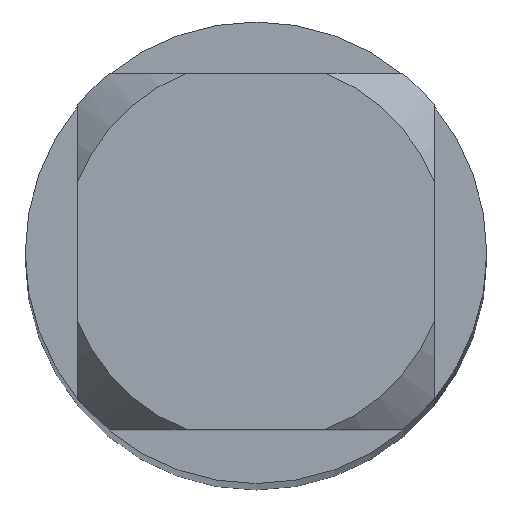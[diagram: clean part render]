
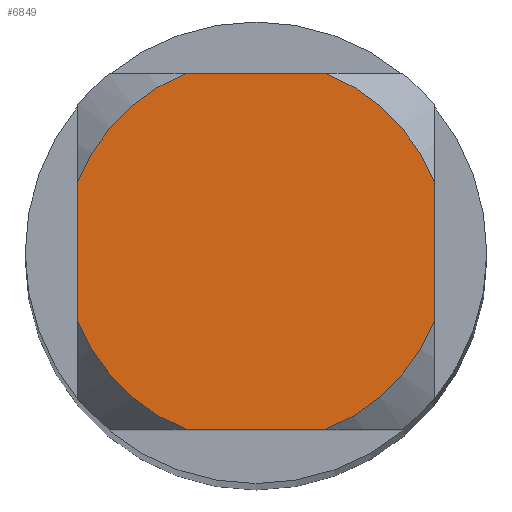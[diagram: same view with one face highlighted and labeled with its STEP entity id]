
A CAD part, top view. The second image highlights one B-rep face of the part: STEP entity #6849.
In plain terms, the highlighted planar face has unit normal (0, 0, 1).
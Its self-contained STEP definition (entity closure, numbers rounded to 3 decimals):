
#2923=VERTEX_POINT('',#8346);
#3255=EDGE_CURVE('',#7323,#7941,#8703,.T.);
#3397=EDGE_CURVE('',#7053,#7269,#8856,.T.);
#3557=VERTEX_POINT('',#9032);
#4561=EDGE_CURVE('',#6487,#3557,#10129,.T.);
#6213=EDGE_CURVE('',#7053,#3557,#11926,.T.);
#6393=EDGE_CURVE('',#7411,#2923,#12118,.T.);
#6487=VERTEX_POINT('',#12223);
#6691=EDGE_CURVE('',#7323,#7269,#12443,.T.);
#6849=ADVANCED_FACE('',(#12614),#12615,.T.);
#7053=VERTEX_POINT('',#12838);
#7269=VERTEX_POINT('',#13084);
#7323=VERTEX_POINT('',#13141);
#7411=VERTEX_POINT('',#13233);
#7515=EDGE_CURVE('',#6487,#2923,#13346,.T.);
#7919=EDGE_CURVE('',#7411,#7941,#13789,.T.);
#7941=VERTEX_POINT('',#13813);
#8346=CARTESIAN_POINT('',(1.35,0.529,0.0));
#8703=LINE('',#15076,#15077);
#8856=LINE('',#15360,#15361);
#9032=CARTESIAN_POINT('',(-0.529,1.35,0.0));
#10129=LINE('',#17508,#17509);
#11926=CIRCLE('',#20751,1.45);
#12118=LINE('',#21113,#21114);
#12223=CARTESIAN_POINT('',(0.529,1.35,0.0));
#12443=CIRCLE('',#21654,1.45);
#12614=FACE_OUTER_BOUND('',#21975,.T.);
#12615=PLANE('',#21976);
#12838=CARTESIAN_POINT('',(-1.35,0.529,0.0));
#13084=CARTESIAN_POINT('',(-1.35,-0.529,0.0));
#13141=CARTESIAN_POINT('',(-0.529,-1.35,0.0));
#13233=CARTESIAN_POINT('',(1.35,-0.529,0.0));
#13346=CIRCLE('',#23298,1.45);
#13789=CIRCLE('',#24081,1.45);
#13813=CARTESIAN_POINT('',(0.529,-1.35,0.0));
#15076=CARTESIAN_POINT('',(0.0,-1.35,0.0));
#15077=VECTOR('',#25009,1.0);
#15360=CARTESIAN_POINT('',(-1.35,0.363,0.0));
#15361=VECTOR('',#25147,1.0);
#17508=CARTESIAN_POINT('',(0.0,1.35,0.0));
#17509=VECTOR('',#26521,1.0);
#20751=AXIS2_PLACEMENT_3D('',#28428,#28429,#28430);
#21113=CARTESIAN_POINT('',(1.35,0.363,0.0));
#21114=VECTOR('',#28609,1.0);
#21654=AXIS2_PLACEMENT_3D('',#28954,#28955,#28956);
#21975=EDGE_LOOP('',(#29127,#29128,#29129,#29130,#29131,#29132,#29133,#29134));
#21976=AXIS2_PLACEMENT_3D('',#29135,#29136,#29137);
#23298=AXIS2_PLACEMENT_3D('',#29914,#29915,#29916);
#24081=AXIS2_PLACEMENT_3D('',#30756,#30757,#30758);
#25009=DIRECTION('',(1.0,0.0,0.0));
#25147=DIRECTION('',(-0.0,-1.0,0.0));
#26521=DIRECTION('',(-1.0,0.0,0.0));
#28428=CARTESIAN_POINT('',(0.0,0.0,0.0));
#28429=DIRECTION('',(0.0,0.0,-1.0));
#28430=DIRECTION('',(0.0,1.0,0.0));
#28609=DIRECTION('',(-0.0,1.0,0.0));
#28954=CARTESIAN_POINT('',(0.0,0.0,0.0));
#28955=DIRECTION('',(0.0,0.0,-1.0));
#28956=DIRECTION('',(0.0,1.0,0.0));
#29127=ORIENTED_EDGE('',*,*,#3397,.T.);
#29128=ORIENTED_EDGE('',*,*,#6691,.F.);
#29129=ORIENTED_EDGE('',*,*,#3255,.T.);
#29130=ORIENTED_EDGE('',*,*,#7919,.F.);
#29131=ORIENTED_EDGE('',*,*,#6393,.T.);
#29132=ORIENTED_EDGE('',*,*,#7515,.F.);
#29133=ORIENTED_EDGE('',*,*,#4561,.T.);
#29134=ORIENTED_EDGE('',*,*,#6213,.F.);
#29135=CARTESIAN_POINT('',(0.0,0.725,0.0));
#29136=DIRECTION('',(-0.0,0.0,1.0));
#29137=DIRECTION('',(0.0,-1.0,0.0));
#29914=CARTESIAN_POINT('',(0.0,0.0,0.0));
#29915=DIRECTION('',(0.0,0.0,-1.0));
#29916=DIRECTION('',(0.0,1.0,0.0));
#30756=CARTESIAN_POINT('',(0.0,0.0,0.0));
#30757=DIRECTION('',(0.0,0.0,-1.0));
#30758=DIRECTION('',(0.0,1.0,0.0));
